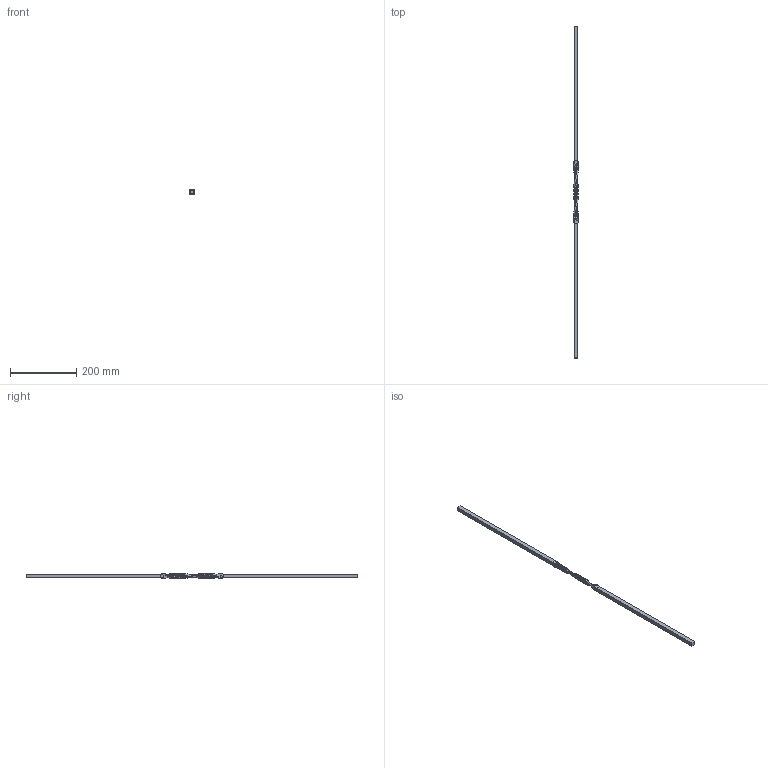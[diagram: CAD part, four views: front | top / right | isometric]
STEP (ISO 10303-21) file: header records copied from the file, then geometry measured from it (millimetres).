
FILE_DESCRIPTION (( 'STEP AP203' ), '1' );
FILE_NAME ('8029-15.step', '2023-06-09T11:45:39', ( '' ), ( '' ), 'SwSTEP 2.0', 'SolidWorks 2018', '' );
FILE_SCHEMA (( 'CONFIG_CONTROL_DESIGN' ));
Products named in the file (1): 8029-15
Bounding box: 13.86 x 1000 x 14.16 mm (x, y, z)
Volume: 131699.5 mm3; surface area: 46704.1 mm2
Topology: 1 solids, 1 shells, 701 faces, 1851 edges, 1174 vertices
Faces by surface type: bspline 549, plane 152
Entity records: 87107 total; most frequent: CARTESIAN_POINT 74149, ORIENTED_EDGE 3700, EDGE_CURVE 1850, B_SPLINE_CURVE_WITH_KNOTS 1353, VERTEX_POINT 1174, DIRECTION 803, EDGE_LOOP 724, ADVANCED_FACE 701
